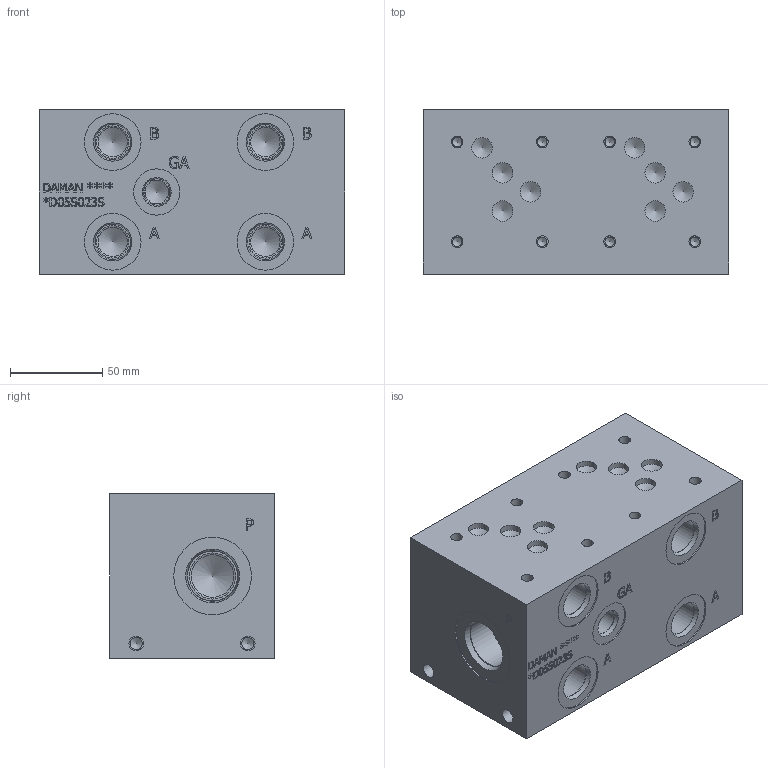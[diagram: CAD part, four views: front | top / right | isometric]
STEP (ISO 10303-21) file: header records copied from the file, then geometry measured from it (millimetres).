
FILE_DESCRIPTION(/* description */ (''),/* implementation_level */ '2;1');
FILE_NAME(/* name */ 'D05S023S.C02247R4_3D.stp',/* time_stamp */ '2021-10-29T14:40:30-04:00',/* author */ ('johnch'),/* organization */ (''),/* preprocessor_version */ 'ST-DEVELOPER v18',/* originating_system */ 'Autodesk Inventor 2020',/* authorisation */ '');
FILE_SCHEMA (('AUTOMOTIVE_DESIGN { 1 0 10303 214 3 1 1 }'));
Length unit declared in the file: millimetre
Products named in the file (1): Part_AD05S023S.C02247R4_3D
Bounding box: 165.1 x 88.9 x 88.9 mm (x, y, z)
Volume: 1227358.2 mm3; surface area: 91779.8 mm2
Topology: 1 solids, 1 shells, 606 faces, 1662 edges, 1123 vertices
Faces by surface type: plane 324, bspline 165, cylinder 68, cone 49
Full cylindrical faces by diameter (mm): 5.105 x8, 6.35 x8, 6.528 x4, 7.925 x4, 11.125 x9, 12.7 x1, 12.9 x1, 14.275 x1, 14.529 x1, 15.875 x4, 17.501 x4, 19.05 x4, 19.253 x4, 23.012 x2, 24.917 x2, 25.019 x1, 26.99 x2, 27.432 x2, 30.632 x4, 42.037 x1
Entity records: 20460 total; most frequent: CARTESIAN_POINT 5510, ORIENTED_EDGE 3270, DIRECTION 2441, EDGE_CURVE 1635, VERTEX_POINT 1123, LINE 1053, VECTOR 1053, EDGE_LOOP 698
